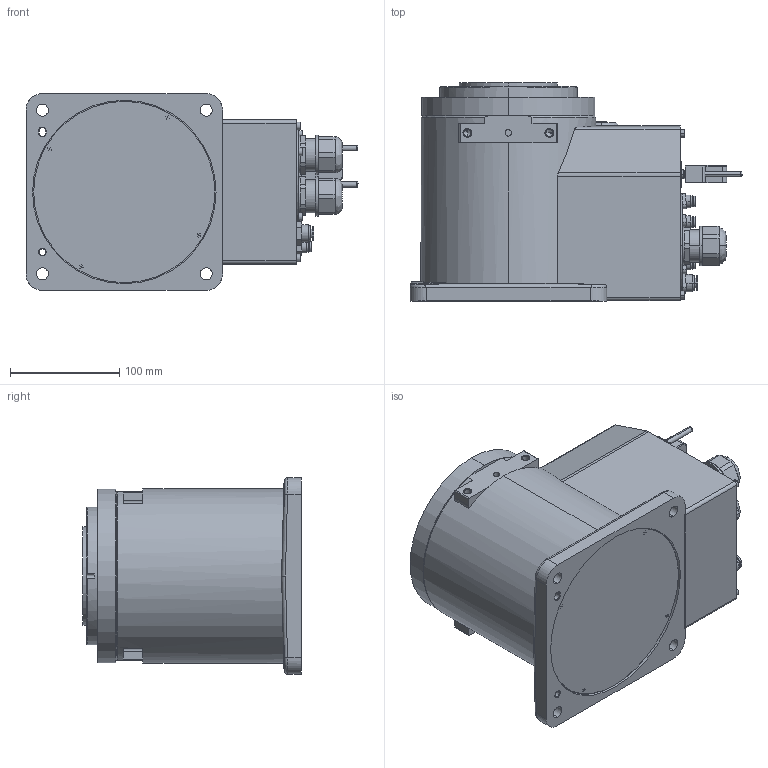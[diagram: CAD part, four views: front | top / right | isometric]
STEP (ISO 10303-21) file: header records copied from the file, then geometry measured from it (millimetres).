
FILE_DESCRIPTION (( 'STEP AP203' ), '1' );
FILE_NAME ('C4C_Default_sldprt.STEP', '2022-07-07T04:44:32', ( '' ), ( '' ), 'SwSTEP 2.0', 'SolidWorks 2020', '' );
FILE_SCHEMA (( 'CONFIG_CONTROL_DESIGN' ));
Length unit declared in the file: millimetre
Products named in the file (1): C4C_Default_sldprt
Bounding box: 304 x 200 x 180 mm (x, y, z)
Volume: 5846773.6 mm3; surface area: 294396.4 mm2
Topology: 1 solids, 1 shells, 940 faces, 2279 edges, 1465 vertices
Faces by surface type: plane 494, cylinder 346, cone 68, bspline 32
Entity records: 28196 total; most frequent: CARTESIAN_POINT 5648, DIRECTION 4802, ORIENTED_EDGE 4542, EDGE_CURVE 2271, AXIS2_PLACEMENT_3D 1697, VERTEX_POINT 1465, VECTOR 1408, LINE 1408
